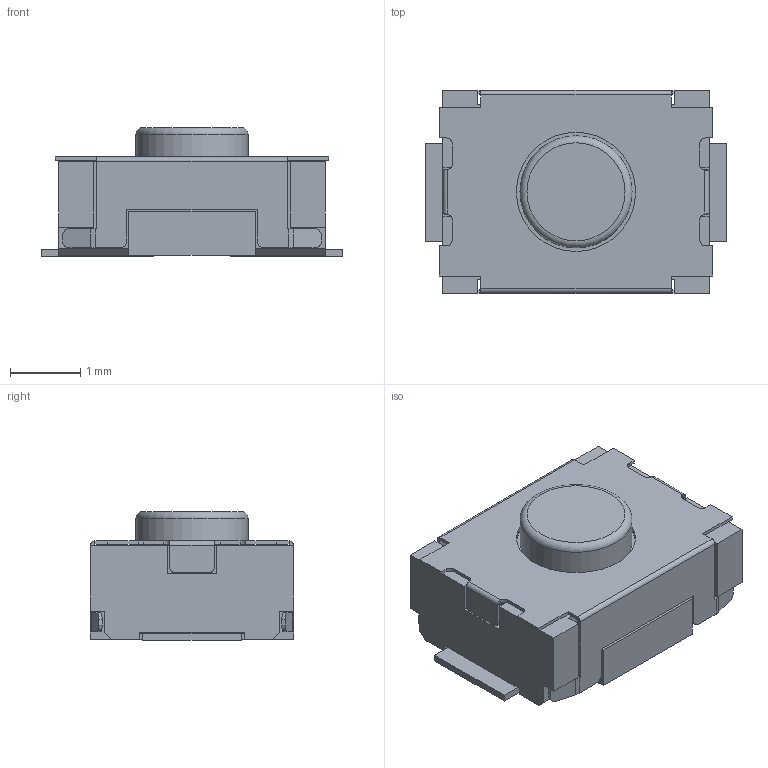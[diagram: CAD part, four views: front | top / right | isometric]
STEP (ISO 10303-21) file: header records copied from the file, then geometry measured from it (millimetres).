
FILE_DESCRIPTION(('FreeCAD Model'),'2;1');
FILE_NAME('Open CASCADE Shape Model','2025-05-31T14:18:11',(''),(''), 'Open CASCADE STEP processor 7.6','FreeCAD','Unknown');
FILE_SCHEMA(('AUTOMOTIVE_DESIGN { 1 0 10303 214 1 1 1 1 }'));
Length unit declared in the file: millimetre
Products named in the file (6): L-KLS7-TS3403-2.0-250-T; cover; body; conn001; conn002; cap
Assembly tree (5 placements, depth 2):
  L-KLS7-TS3403-2.0-250-T
    cover
    body
    conn001
    conn002
    cap
Bounding box: 4.3 x 2.9 x 1.84 mm (x, y, z)
Volume: 13 mm3; surface area: 94.4 mm2
Topology: 5 solids, 5 shells, 201 faces, 518 edges, 325 vertices
Faces by surface type: plane 136, cylinder 44, bspline 20, torus 1
Full cylindrical faces by diameter (mm): 1.6 x1, 1.7 x2, 1.8 x1
Entity records: 8073 total; most frequent: CARTESIAN_POINT 3121, ORIENTED_EDGE 1036, DIRECTION 938, EDGE_CURVE 518, LINE 380, VECTOR 380, VERTEX_POINT 325, AXIS2_PLACEMENT_3D 279
